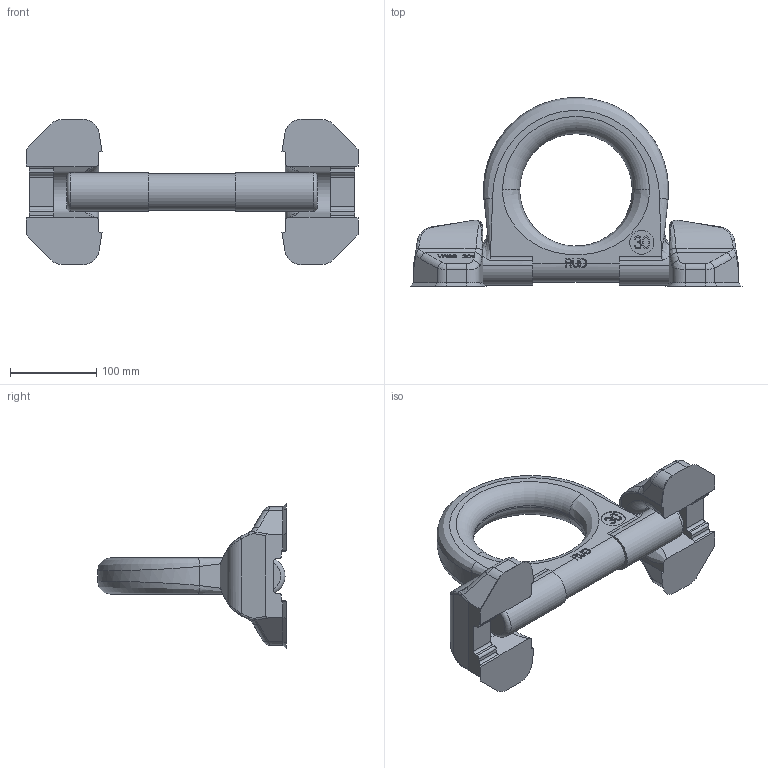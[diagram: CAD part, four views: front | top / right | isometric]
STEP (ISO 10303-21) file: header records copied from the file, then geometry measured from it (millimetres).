
FILE_DESCRIPTION((''),'2;1');
FILE_NAME('001-M06828-ZU1_ASM','2005-11-04T',('jakubetz'),(''),'PRO/ENGINEER BY PARAMETRIC TECHNOLOGY CORPORATION, 2001400','PRO/ENGINEER BY PARAMETRIC TECHNOLOGY CORPORATION, 2001400','');
FILE_SCHEMA(('CONFIG_CONTROL_DESIGN'));
Length unit declared in the file: millimetre
Products named in the file (3): 001-M06426-RT1; 001-M06480-RT1; 001-M06828-ZU1_ASM
Assembly tree (3 placements, depth 2):
  001-M06828-ZU1_ASM
    001-M06426-RT1
    001-M06480-RT1  x2
Bounding box: 384 x 218.36 x 168 mm (x, y, z)
Volume: 2131144.8 mm3; surface area: 196323.5 mm2
Topology: 3 solids, 3 shells, 953 faces, 2635 edges, 1714 vertices
Faces by surface type: plane 789, bspline 78, cylinder 70, torus 8, cone 8
Entity records: 22597 total; most frequent: CARTESIAN_POINT 7674, ORIENTED_EDGE 3290, DIRECTION 2747, EDGE_CURVE 1645, VECTOR 1399, LINE 1399, VERTEX_POINT 1072, AXIS2_PLACEMENT_3D 674
